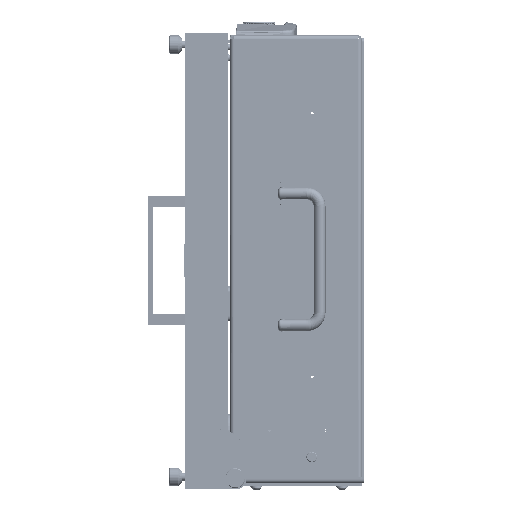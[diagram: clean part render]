
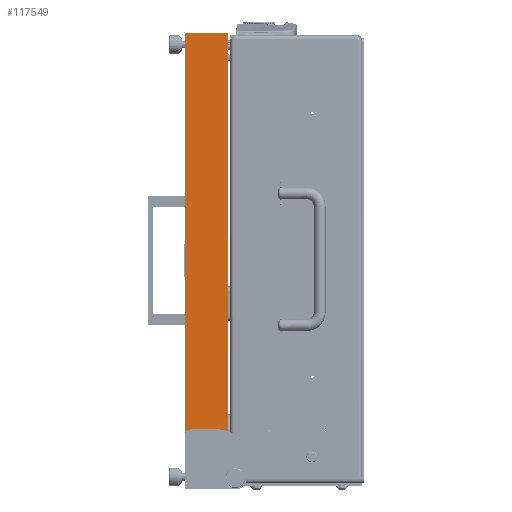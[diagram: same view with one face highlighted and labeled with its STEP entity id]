
A CAD part, left-side view. The second image highlights one B-rep face of the part: STEP entity #117549.
In plain terms, the highlighted planar face has unit normal (-1, 0, 0).
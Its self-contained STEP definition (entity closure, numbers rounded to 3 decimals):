
#426 = DIRECTION ( 'NONE',  ( 0., 0., -1. ) ) ;
#2093 = LINE ( 'NONE', #38045, #138528 ) ;
#2278 = CARTESIAN_POINT ( 'NONE',  ( -232.5, 0., -173. ) ) ;
#2586 = ORIENTED_EDGE ( 'NONE', *, *, #85121, .F. ) ;
#5502 = ORIENTED_EDGE ( 'NONE', *, *, #20883, .T. ) ;
#6128 = CARTESIAN_POINT ( 'NONE',  ( -232.5, 28., -128. ) ) ;
#16502 = LINE ( 'NONE', #193056, #220391 ) ;
#16719 = FACE_OUTER_BOUND ( 'NONE', #128420, .T. ) ;
#17209 = EDGE_CURVE ( 'NONE', #44750, #17529, #2093, .T. ) ;
#17529 = VERTEX_POINT ( 'NONE', #6128 ) ;
#17643 = DIRECTION ( 'NONE',  ( 0., 0., 1. ) ) ;
#20883 = EDGE_CURVE ( 'NONE', #189720, #49103, #131011, .T. ) ;
#23064 = VERTEX_POINT ( 'NONE', #79320 ) ;
#30410 = AXIS2_PLACEMENT_3D ( 'NONE', #140848, #72368, #426 ) ;
#34247 = DIRECTION ( 'NONE',  ( 0., 0., -1. ) ) ;
#36629 = ORIENTED_EDGE ( 'NONE', *, *, #125374, .T. ) ;
#38045 = CARTESIAN_POINT ( 'NONE',  ( -232.5, 33., -128. ) ) ;
#44750 = VERTEX_POINT ( 'NONE', #161175 ) ;
#49103 = VERTEX_POINT ( 'NONE', #138282 ) ;
#53818 = PLANE ( 'NONE',  #30410 ) ;
#55651 = DIRECTION ( 'NONE',  ( 0., 0., 1. ) ) ;
#63882 = CIRCLE ( 'NONE', #223425, 20. ) ;
#71384 = VECTOR ( 'NONE', #158491, 1000. ) ;
#72252 = EDGE_CURVE ( 'NONE', #189720, #44750, #63882, .T. ) ;
#72368 = DIRECTION ( 'NONE',  ( 1., 0., 0. ) ) ;
#79320 = CARTESIAN_POINT ( 'NONE',  ( -232.5, 33., 173. ) ) ;
#85121 = EDGE_CURVE ( 'NONE', #89569, #23064, #16502, .T. ) ;
#87614 = CARTESIAN_POINT ( 'NONE',  ( -232.5, 33., 173. ) ) ;
#89569 = VERTEX_POINT ( 'NONE', #94458 ) ;
#94458 = CARTESIAN_POINT ( 'NONE',  ( -232.5, 33., -133. ) ) ;
#105076 = LINE ( 'NONE', #87614, #71384 ) ;
#109981 = DIRECTION ( 'NONE',  ( 0., 1., 0. ) ) ;
#115307 = ORIENTED_EDGE ( 'NONE', *, *, #72252, .F. ) ;
#117463 = DIRECTION ( 'NONE',  ( 0., 0., -1. ) ) ;
#117549 = ADVANCED_FACE ( 'NONE', ( #16719 ), #53818, .F. ) ;
#125374 = EDGE_CURVE ( 'NONE', #89569, #17529, #225133, .T. ) ;
#128420 = EDGE_LOOP ( 'NONE', ( #180921, #115307, #5502, #128954, #2586, #36629 ) ) ;
#128954 = ORIENTED_EDGE ( 'NONE', *, *, #166253, .F. ) ;
#131011 = LINE ( 'NONE', #2278, #137866 ) ;
#134837 = CARTESIAN_POINT ( 'NONE',  ( -232.5, 7., -148. ) ) ;
#137866 = VECTOR ( 'NONE', #55651, 1000. ) ;
#138282 = CARTESIAN_POINT ( 'NONE',  ( -232.5, 0., 173. ) ) ;
#138528 = VECTOR ( 'NONE', #109981, 1000. ) ;
#140848 = CARTESIAN_POINT ( 'NONE',  ( -232.5, 33., -173. ) ) ;
#154529 = AXIS2_PLACEMENT_3D ( 'NONE', #191129, #192266, #34247 ) ;
#158491 = DIRECTION ( 'NONE',  ( 0., -1., 0. ) ) ;
#161175 = CARTESIAN_POINT ( 'NONE',  ( -232.5, 7., -128. ) ) ;
#166253 = EDGE_CURVE ( 'NONE', #23064, #49103, #105076, .T. ) ;
#180921 = ORIENTED_EDGE ( 'NONE', *, *, #17209, .F. ) ;
#189720 = VERTEX_POINT ( 'NONE', #215202 ) ;
#191129 = CARTESIAN_POINT ( 'NONE',  ( -232.5, 28., -133. ) ) ;
#192266 = DIRECTION ( 'NONE',  ( 1., 0., 0. ) ) ;
#193056 = CARTESIAN_POINT ( 'NONE',  ( -232.5, 33., -173. ) ) ;
#211274 = DIRECTION ( 'NONE',  ( -1., 0., 0. ) ) ;
#215202 = CARTESIAN_POINT ( 'NONE',  ( -232.5, 0., -129.265 ) ) ;
#220391 = VECTOR ( 'NONE', #17643, 1000. ) ;
#223425 = AXIS2_PLACEMENT_3D ( 'NONE', #134837, #211274, #117463 ) ;
#225133 = CIRCLE ( 'NONE', #154529, 5. ) ;
